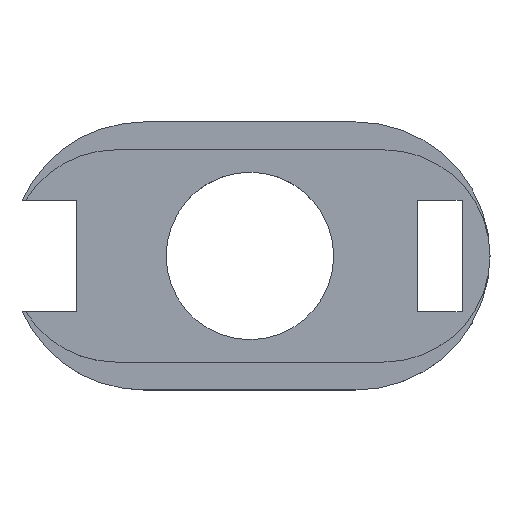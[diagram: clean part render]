
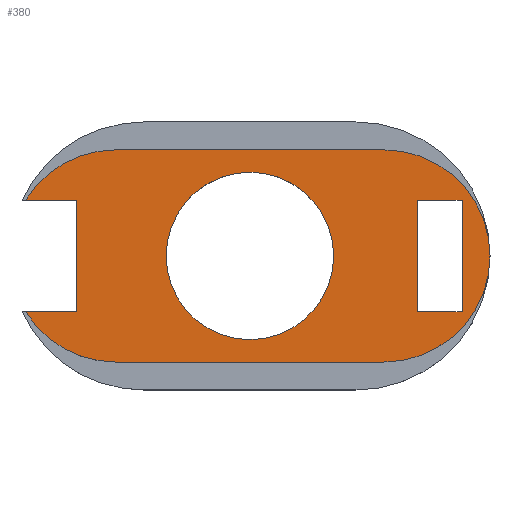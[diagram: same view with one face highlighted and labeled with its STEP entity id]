
A CAD part, top view. The second image highlights one B-rep face of the part: STEP entity #380.
In plain terms, the highlighted planar face has unit normal (0, 0, 1).
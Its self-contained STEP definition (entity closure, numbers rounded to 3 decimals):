
#19 = CARTESIAN_POINT ( 'NONE',  ( -59.549, 31.407, 4. ) ) ;
#27 = DIRECTION ( 'NONE',  ( -1., 0., 0. ) ) ;
#41 = CARTESIAN_POINT ( 'NONE',  ( -47.549, 21.907, 4. ) ) ;
#42 = VERTEX_POINT ( 'NONE', #258 ) ;
#49 = ORIENTED_EDGE ( 'NONE', *, *, #415, .F. ) ;
#55 = LINE ( 'NONE', #132, #56 ) ;
#56 = VECTOR ( 'NONE', #548, 1000. ) ;
#63 = DIRECTION ( 'NONE',  ( 1., 0., 0. ) ) ;
#77 = VERTEX_POINT ( 'NONE', #681 ) ;
#79 = VECTOR ( 'NONE', #104, 1000. ) ;
#84 = VERTEX_POINT ( 'NONE', #761 ) ;
#94 = DIRECTION ( 'NONE',  ( 1., 0., 0. ) ) ;
#95 = AXIS2_PLACEMENT_3D ( 'NONE', #792, #660, #94 ) ;
#96 = VERTEX_POINT ( 'NONE', #696 ) ;
#97 = LINE ( 'NONE', #687, #79 ) ;
#104 = DIRECTION ( 'NONE',  ( -1., 0., 0. ) ) ;
#106 = CARTESIAN_POINT ( 'NONE',  ( -55.049, 21.907, 4. ) ) ;
#110 = CARTESIAN_POINT ( 'NONE',  ( -59.549, 12.407, 4. ) ) ;
#119 = LINE ( 'NONE', #373, #724 ) ;
#120 = EDGE_CURVE ( 'NONE', #77, #628, #55, .T. ) ;
#122 = VECTOR ( 'NONE', #535, 1000. ) ;
#124 = VECTOR ( 'NONE', #671, 1000. ) ;
#127 = EDGE_CURVE ( 'NONE', #96, #77, #119, .T. ) ;
#132 = CARTESIAN_POINT ( 'NONE',  ( -32.549, 26.907, 4. ) ) ;
#134 = VERTEX_POINT ( 'NONE', #423 ) ;
#141 = DIRECTION ( 'NONE',  ( 1., 0., 0. ) ) ;
#155 = EDGE_CURVE ( 'NONE', #698, #96, #302, .T. ) ;
#162 = ORIENTED_EDGE ( 'NONE', *, *, #738, .T. ) ;
#163 = CIRCLE ( 'NONE', #620, 7.5 ) ;
#166 = EDGE_LOOP ( 'NONE', ( #701, #795, #705, #623, #652, #162, #731, #656 ) ) ;
#175 = FACE_BOUND ( 'NONE', #579, .T. ) ;
#189 = AXIS2_PLACEMENT_3D ( 'NONE', #604, #478, #473 ) ;
#200 = CARTESIAN_POINT ( 'NONE',  ( -40.049, 21.907, 4. ) ) ;
#203 = CARTESIAN_POINT ( 'NONE',  ( -63.049, 26.907, 4. ) ) ;
#205 = VECTOR ( 'NONE', #27, 1000. ) ;
#208 = ORIENTED_EDGE ( 'NONE', *, *, #676, .F. ) ;
#212 = CIRCLE ( 'NONE', #520, 9.5 ) ;
#226 = CARTESIAN_POINT ( 'NONE',  ( -67.627, 26.907, 4. ) ) ;
#231 = DIRECTION ( 'NONE',  ( 0., 0., 1. ) ) ;
#232 = CARTESIAN_POINT ( 'NONE',  ( -59.549, 31.407, 4. ) ) ;
#234 = DIRECTION ( 'NONE',  ( 1., 0., 0. ) ) ;
#258 = CARTESIAN_POINT ( 'NONE',  ( -63.049, 16.907, 4. ) ) ;
#261 = EDGE_CURVE ( 'NONE', #586, #721, #163, .T. ) ;
#268 = VECTOR ( 'NONE', #527, 1000. ) ;
#285 = LINE ( 'NONE', #673, #122 ) ;
#286 = VECTOR ( 'NONE', #335, 1000. ) ;
#289 = CARTESIAN_POINT ( 'NONE',  ( -32.549, 16.907, 4. ) ) ;
#291 = PLANE ( 'NONE',  #688 ) ;
#299 = CARTESIAN_POINT ( 'NONE',  ( -47.549, 21.907, 4. ) ) ;
#302 = LINE ( 'NONE', #732, #124 ) ;
#314 = EDGE_CURVE ( 'NONE', #134, #477, #97, .T. ) ;
#320 = CARTESIAN_POINT ( 'NONE',  ( -35.549, 12.407, 4. ) ) ;
#324 = LINE ( 'NONE', #320, #779 ) ;
#327 = LINE ( 'NONE', #203, #286 ) ;
#335 = DIRECTION ( 'NONE',  ( 0., 1., 0. ) ) ;
#342 = ORIENTED_EDGE ( 'NONE', *, *, #120, .F. ) ;
#351 = DIRECTION ( 'NONE',  ( 1., 0., 0. ) ) ;
#354 = AXIS2_PLACEMENT_3D ( 'NONE', #41, #799, #234 ) ;
#359 = VERTEX_POINT ( 'NONE', #593 ) ;
#373 = CARTESIAN_POINT ( 'NONE',  ( -28.549, 26.907, 4. ) ) ;
#380 = ADVANCED_FACE ( 'NONE', ( #642, #175, #609 ), #291, .T. ) ;
#384 = EDGE_CURVE ( 'NONE', #501, #398, #712, .T. ) ;
#392 = EDGE_LOOP ( 'NONE', ( #726, #49 ) ) ;
#394 = EDGE_CURVE ( 'NONE', #501, #42, #285, .T. ) ;
#398 = VERTEX_POINT ( 'NONE', #110 ) ;
#415 = EDGE_CURVE ( 'NONE', #721, #586, #791, .T. ) ;
#416 = DIRECTION ( 'NONE',  ( 0., 0., 1. ) ) ;
#423 = CARTESIAN_POINT ( 'NONE',  ( -63.049, 26.907, 4. ) ) ;
#437 = CARTESIAN_POINT ( 'NONE',  ( -59.549, 21.907, 4. ) ) ;
#450 = CARTESIAN_POINT ( 'NONE',  ( -32.549, 16.907, 4. ) ) ;
#470 = CARTESIAN_POINT ( 'NONE',  ( -67.627, 16.907, 4. ) ) ;
#473 = DIRECTION ( 'NONE',  ( 1., 0., 0. ) ) ;
#477 = VERTEX_POINT ( 'NONE', #226 ) ;
#478 = DIRECTION ( 'NONE',  ( 0., 0., 1. ) ) ;
#489 = CIRCLE ( 'NONE', #95, 9.5 ) ;
#501 = VERTEX_POINT ( 'NONE', #470 ) ;
#504 = DIRECTION ( 'NONE',  ( 0., 0., 1. ) ) ;
#513 = EDGE_CURVE ( 'NONE', #398, #84, #324, .T. ) ;
#520 = AXIS2_PLACEMENT_3D ( 'NONE', #437, #504, #141 ) ;
#527 = DIRECTION ( 'NONE',  ( 0., -1., 0. ) ) ;
#532 = EDGE_CURVE ( 'NONE', #42, #134, #327, .T. ) ;
#535 = DIRECTION ( 'NONE',  ( 1., 0., 0. ) ) ;
#539 = VERTEX_POINT ( 'NONE', #19 ) ;
#548 = DIRECTION ( 'NONE',  ( -1., 0., 0. ) ) ;
#564 = DIRECTION ( 'NONE',  ( 0., 1., 0. ) ) ;
#579 = EDGE_LOOP ( 'NONE', ( #208, #342, #608, #582 ) ) ;
#582 = ORIENTED_EDGE ( 'NONE', *, *, #155, .F. ) ;
#583 = EDGE_CURVE ( 'NONE', #539, #477, #212, .T. ) ;
#586 = VERTEX_POINT ( 'NONE', #200 ) ;
#593 = CARTESIAN_POINT ( 'NONE',  ( -35.549, 31.407, 4. ) ) ;
#604 = CARTESIAN_POINT ( 'NONE',  ( -59.549, 21.907, 4. ) ) ;
#608 = ORIENTED_EDGE ( 'NONE', *, *, #127, .F. ) ;
#609 = FACE_BOUND ( 'NONE', #392, .T. ) ;
#620 = AXIS2_PLACEMENT_3D ( 'NONE', #299, #416, #63 ) ;
#623 = ORIENTED_EDGE ( 'NONE', *, *, #384, .T. ) ;
#628 = VERTEX_POINT ( 'NONE', #643 ) ;
#642 = FACE_OUTER_BOUND ( 'NONE', #166, .T. ) ;
#643 = CARTESIAN_POINT ( 'NONE',  ( -32.549, 26.907, 4. ) ) ;
#651 = DIRECTION ( 'NONE',  ( 1., 0., 0. ) ) ;
#652 = ORIENTED_EDGE ( 'NONE', *, *, #513, .T. ) ;
#656 = ORIENTED_EDGE ( 'NONE', *, *, #583, .T. ) ;
#657 = LINE ( 'NONE', #232, #205 ) ;
#660 = DIRECTION ( 'NONE',  ( 0., 0., 1. ) ) ;
#671 = DIRECTION ( 'NONE',  ( 1., 0., 0. ) ) ;
#673 = CARTESIAN_POINT ( 'NONE',  ( -59.549, 16.907, 4. ) ) ;
#676 = EDGE_CURVE ( 'NONE', #628, #698, #776, .T. ) ;
#681 = CARTESIAN_POINT ( 'NONE',  ( -28.549, 26.907, 4. ) ) ;
#687 = CARTESIAN_POINT ( 'NONE',  ( -69.049, 26.907, 4. ) ) ;
#688 = AXIS2_PLACEMENT_3D ( 'NONE', #796, #231, #351 ) ;
#691 = EDGE_CURVE ( 'NONE', #359, #539, #657, .T. ) ;
#696 = CARTESIAN_POINT ( 'NONE',  ( -28.549, 16.907, 4. ) ) ;
#698 = VERTEX_POINT ( 'NONE', #289 ) ;
#701 = ORIENTED_EDGE ( 'NONE', *, *, #314, .F. ) ;
#705 = ORIENTED_EDGE ( 'NONE', *, *, #394, .F. ) ;
#712 = CIRCLE ( 'NONE', #189, 9.5 ) ;
#721 = VERTEX_POINT ( 'NONE', #106 ) ;
#724 = VECTOR ( 'NONE', #564, 1000. ) ;
#726 = ORIENTED_EDGE ( 'NONE', *, *, #261, .F. ) ;
#731 = ORIENTED_EDGE ( 'NONE', *, *, #691, .T. ) ;
#732 = CARTESIAN_POINT ( 'NONE',  ( -28.549, 16.907, 4. ) ) ;
#738 = EDGE_CURVE ( 'NONE', #84, #359, #489, .T. ) ;
#761 = CARTESIAN_POINT ( 'NONE',  ( -35.549, 12.407, 4. ) ) ;
#776 = LINE ( 'NONE', #450, #268 ) ;
#779 = VECTOR ( 'NONE', #651, 1000. ) ;
#791 = CIRCLE ( 'NONE', #354, 7.5 ) ;
#792 = CARTESIAN_POINT ( 'NONE',  ( -35.549, 21.907, 4. ) ) ;
#795 = ORIENTED_EDGE ( 'NONE', *, *, #532, .F. ) ;
#796 = CARTESIAN_POINT ( 'NONE',  ( -59.549, 21.907, 4. ) ) ;
#799 = DIRECTION ( 'NONE',  ( 0., 0., 1. ) ) ;
